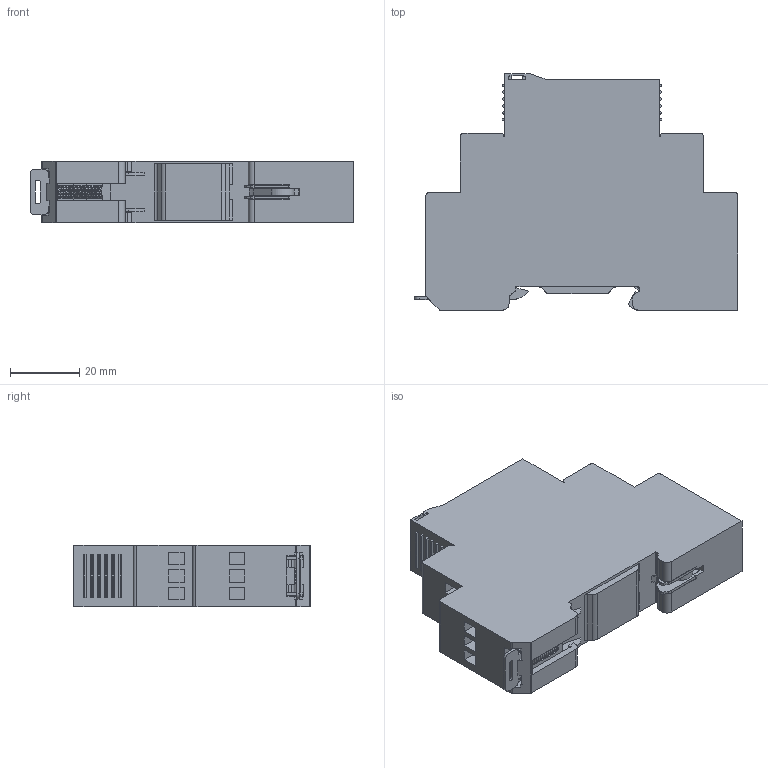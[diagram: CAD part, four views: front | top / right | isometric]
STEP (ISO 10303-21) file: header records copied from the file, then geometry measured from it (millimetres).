
FILE_DESCRIPTION (( 'STEP AP214' ), '1' );
FILE_NAME ('DLA2-xxD3 for 3D Martketing 20211103.STEP', '2021-11-03T20:06:30', ( '' ), ( '' ), 'SwSTEP 2.0', 'SolidWorks 2021', '' );
FILE_SCHEMA (( 'AUTOMOTIVE_DESIGN' ));
Length unit declared in the file: millimetre
Products named in the file (1): DLA2-xxD3 for 3D Martketing 20211103
Bounding box: 93.4 x 68.1 x 17.8 mm (x, y, z)
Volume: 78617.1 mm3; surface area: 24070.4 mm2
Topology: 1 solids, 17 shells, 623 faces, 1725 edges, 1142 vertices
Faces by surface type: plane 444, cylinder 140, bspline 39
Entity records: 30046 total; most frequent: CARTESIAN_POINT 11300, ORIENTED_EDGE 3450, DIRECTION 3072, EDGE_CURVE 1725, VECTOR 1204, LINE 1204, VERTEX_POINT 1142, AXIS2_PLACEMENT_3D 934
